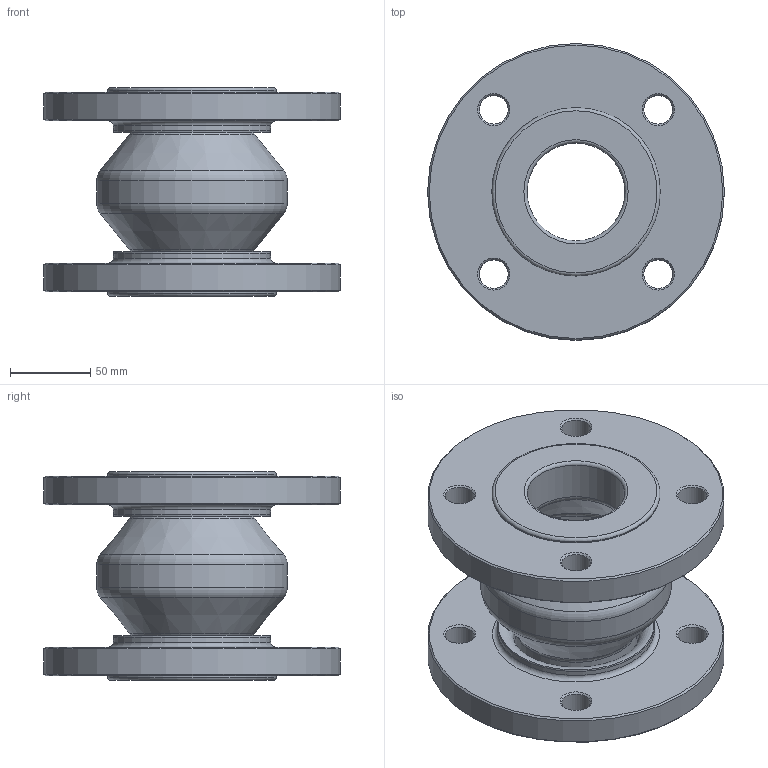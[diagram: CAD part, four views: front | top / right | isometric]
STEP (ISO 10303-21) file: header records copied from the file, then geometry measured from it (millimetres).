
FILE_DESCRIPTION(/* description */ (''),/* implementation_level */ '2;1');
FILE_NAME(/* name */ 'G_0065_130_010_HKS-G.stp',/* time_stamp */ '2022-07-04T14:59:52+02:00',/* author */ ('TKopatzki'),/* organization */ (''),/* preprocessor_version */ 'ST-DEVELOPER v19',/* originating_system */ 'Autodesk Inventor 2023',/* authorisation */ '');
FILE_SCHEMA (('AUTOMOTIVE_DESIGN { 1 0 10303 214 3 1 1 }'));
Length unit declared in the file: millimetre
Products named in the file (3): G_0065_130_010_HKS-G; GK_R_DN_65_Flansch_rund; GK_G_DN65_Balg
Assembly tree (3 placements, depth 2):
  G_0065_130_010_HKS-G
    GK_R_DN_65_Flansch_rund  x2
    GK_G_DN65_Balg
Bounding box: 185 x 185 x 130 mm (x, y, z)
Volume: 1072183.6 mm3; surface area: 232743 mm2
Topology: 3 solids, 3 shells, 98 faces, 238 edges, 152 vertices
Faces by surface type: torus 34, cylinder 28, cone 24, plane 12
Full cylindrical faces by diameter (mm): 18 x8, 61 x2, 76 x2, 78 x2, 86 x4, 98 x2, 103 x1, 105 x4, 119 x1, 185 x2
Entity records: 2298 total; most frequent: DIRECTION 459, CARTESIAN_POINT 356, ORIENTED_EDGE 340, AXIS2_PLACEMENT_3D 213, EDGE_CURVE 170, CIRCLE 137, VERTEX_POINT 110, EDGE_LOOP 86
